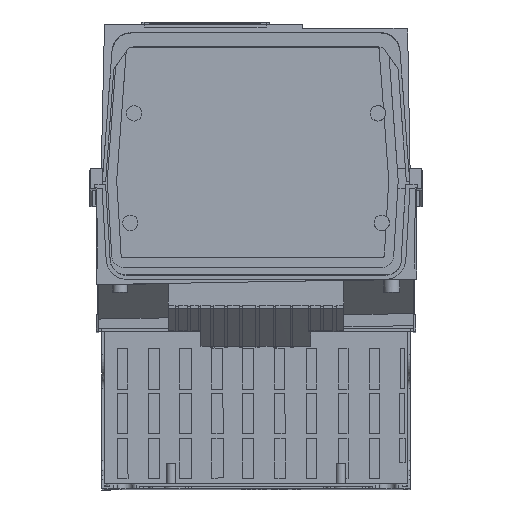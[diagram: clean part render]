
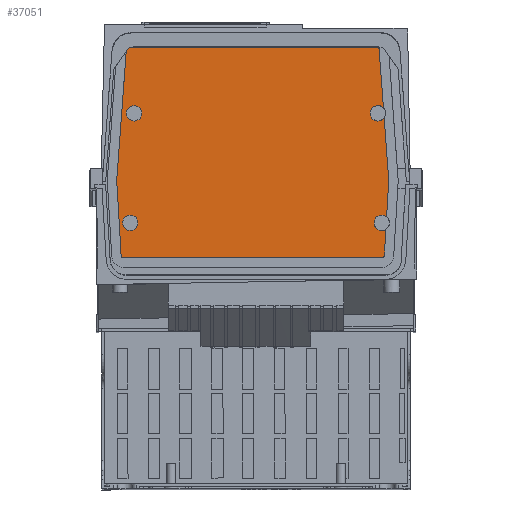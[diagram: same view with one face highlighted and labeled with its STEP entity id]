
A CAD part, top view. The second image highlights one B-rep face of the part: STEP entity #37051.
In plain terms, the highlighted planar face has unit normal (0, 0, 1).
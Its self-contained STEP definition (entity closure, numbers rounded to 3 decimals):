
#10992=CARTESIAN_POINT('',(78.,243.,358.5));
#10993=DIRECTION('',(0.,0.,1.));
#10994=DIRECTION('',(0.718,0.696,0.));
#10995=AXIS2_PLACEMENT_3D('',#10992,#10993,#10994);
#10997=CARTESIAN_POINT('',(78.,243.,358.5));
#10998=DIRECTION('',(0.,0.,1.));
#10999=DIRECTION('',(-1.,0.,0.));
#11000=AXIS2_PLACEMENT_3D('',#10997,#10998,#10999);
#11002=DIRECTION('',(0.073,-0.997,0.));
#11003=VECTOR('',#11002,40.658);
#11004=CARTESIAN_POINT('',(82.063,240.086,358.5));
#11005=LINE('',#11004,#11003);
#11006=CARTESIAN_POINT('',(83.854,199.45,358.5));
#11007=DIRECTION('',(0.,0.,-1.));
#11008=DIRECTION('',(0.997,0.073,0.));
#11009=AXIS2_PLACEMENT_3D('',#11006,#11007,#11008);
#11011=DIRECTION('',(-0.059,-0.998,
0.));
#11012=VECTOR('',#11011,23.567);
#11013=CARTESIAN_POINT('',(85.053,199.402,358.5));
#11014=LINE('',#11013,#11012);
#11015=CARTESIAN_POINT('',(80.5,172.,358.5));
#11016=DIRECTION('',(0.,0.,1.));
#11017=DIRECTION('',(0.632,0.775,0.));
#11018=AXIS2_PLACEMENT_3D('',#11015,#11016,#11017);
#11020=CARTESIAN_POINT('',(80.5,172.,358.5));
#11021=DIRECTION('',(0.,0.,1.));
#11022=DIRECTION('',(-1.,0.,0.));
#11023=AXIS2_PLACEMENT_3D('',#11020,#11021,#11022);
#11025=DIRECTION('',(-0.059,-0.998,0.));
#11026=VECTOR('',#11025,17.379);
#11027=CARTESIAN_POINT('',(83.178,167.777,358.5));
#11028=LINE('',#11027,#11026);
#11029=CARTESIAN_POINT('',(80.951,150.5,358.5));
#11030=DIRECTION('',(0.,0.,-1.));
#11031=DIRECTION('',(0.998,-0.059,0.));
#11032=AXIS2_PLACEMENT_3D('',#11029,#11030,#11031);
#11034=CARTESIAN_POINT('',(-87.195,150.5,358.5));
#11035=DIRECTION('',(0.,0.,-1.));
#11036=DIRECTION('',(0.,-1.,0.));
#11037=AXIS2_PLACEMENT_3D('',#11034,#11035,#11036);
#11039=DIRECTION('',(-0.059,0.998,0.));
#11040=VECTOR('',#11039,49.06);
#11041=CARTESIAN_POINT('',(-88.393,150.429,358.5));
#11042=LINE('',#11041,#11040);
#11043=CARTESIAN_POINT('',(-90.099,199.45,358.5));
#11044=DIRECTION('',(0.,0.,-1.));
#11045=DIRECTION('',(-1.,-0.03,0.));
#11046=AXIS2_PLACEMENT_3D('',#11043,#11044,#11045);
#11048=DIRECTION('',(0.073,0.997,0.));
#11049=VECTOR('',#11048,84.017);
#11050=CARTESIAN_POINT('',(-91.296,199.538,358.5));
#11051=LINE('',#11050,#11049);
#11052=DIRECTION('',(0.573,0.82,0.));
#11053=VECTOR('',#11052,0.792);
#11054=CARTESIAN_POINT('',(-85.121,283.328,358.5));
#11055=LINE('',#11054,#11053);
#11056=CARTESIAN_POINT('',(-84.668,283.978,
358.5));
#11057=CARTESIAN_POINT('',(-84.49,284.232,
358.5));
#11058=CARTESIAN_POINT('',(-84.096,284.697,
358.5));
#11059=CARTESIAN_POINT('',(-83.378,285.283,
358.5));
#11060=CARTESIAN_POINT('',(-82.843,285.577,
358.5));
#11061=CARTESIAN_POINT('',(-82.559,285.7,
358.5));
#11063=CARTESIAN_POINT('',(77.588,284.5,358.5));
#11064=DIRECTION('',(0.,0.,-1.));
#11065=DIRECTION('',(0.,1.,0.));
#11066=AXIS2_PLACEMENT_3D('',#11063,#11064,#11065);
#11068=DIRECTION('',(0.073,-0.997,0.));
#11069=VECTOR('',#11068,38.214);
#11070=CARTESIAN_POINT('',(78.784,284.588,358.5));
#11071=LINE('',#11070,#11069);
#11072=CARTESIAN_POINT('',(-82.5,172.,358.5));
#11073=DIRECTION('',(0.,0.,1.));
#11074=DIRECTION('',(1.,0.,0.));
#11075=AXIS2_PLACEMENT_3D('',#11072,#11073,#11074);
#11077=CARTESIAN_POINT('',(-82.5,172.,358.5));
#11078=DIRECTION('',(0.,0.,1.));
#11079=DIRECTION('',(-1.,0.,0.));
#11080=AXIS2_PLACEMENT_3D('',#11077,#11078,#11079);
#11082=CARTESIAN_POINT('',(-80.,243.,358.5));
#11083=DIRECTION('',(0.,0.,1.));
#11084=DIRECTION('',(1.,0.,0.));
#11085=AXIS2_PLACEMENT_3D('',#11082,#11083,#11084);
#11087=CARTESIAN_POINT('',(-80.,243.,358.5));
#11088=DIRECTION('',(0.,0.,1.));
#11089=DIRECTION('',(-1.,0.,0.));
#11090=AXIS2_PLACEMENT_3D('',#11087,#11088,#11089);
#11132=DIRECTION('',(1.,0.,0.));
#11133=VECTOR('',#11132,168.146);
#11134=CARTESIAN_POINT('',(-87.195,149.3,358.5));
#11135=LINE('',#11134,#11133);
#11252=DIRECTION('',(-1.,0.,0.));
#11253=VECTOR('',#11252,160.147);
#11254=CARTESIAN_POINT('',(77.588,285.7,358.5));
#11255=LINE('',#11254,#11253);
#20794=CARTESIAN_POINT('',(81.592,246.478,358.5));
#20795=VERTEX_POINT('',#20794);
#20800=CARTESIAN_POINT('',(73.,243.,358.5));
#20801=VERTEX_POINT('',#20800);
#20802=CARTESIAN_POINT('',(78.784,284.588,358.5));
#20803=VERTEX_POINT('',#20802);
#20804=CARTESIAN_POINT('',(82.063,240.086,358.5));
#20805=VERTEX_POINT('',#20804);
#20806=CARTESIAN_POINT('',(85.051,199.538,358.5));
#20807=VERTEX_POINT('',#20806);
#20808=CARTESIAN_POINT('',(85.054,199.414,358.5));
#20809=VERTEX_POINT('',#20808);
#20810=CARTESIAN_POINT('',(83.658,175.876,358.5));
#20811=VERTEX_POINT('',#20810);
#20812=CARTESIAN_POINT('',(75.5,172.,358.5));
#20813=VERTEX_POINT('',#20812);
#20814=CARTESIAN_POINT('',(83.178,167.777,358.5));
#20815=VERTEX_POINT('',#20814);
#20816=CARTESIAN_POINT('',(82.149,150.429,358.5));
#20817=VERTEX_POINT('',#20816);
#20818=CARTESIAN_POINT('',(80.951,149.3,358.5));
#20819=VERTEX_POINT('',#20818);
#20820=CARTESIAN_POINT('',(-87.195,149.3,358.5));
#20821=VERTEX_POINT('',#20820);
#20822=CARTESIAN_POINT('',(-88.393,150.429,358.5));
#20823=VERTEX_POINT('',#20822);
#20824=CARTESIAN_POINT('',(-91.298,199.402,358.5));
#20825=VERTEX_POINT('',#20824);
#20826=CARTESIAN_POINT('',(-91.296,199.538,358.5));
#20827=VERTEX_POINT('',#20826);
#20828=CARTESIAN_POINT('',(-85.121,283.328,358.5));
#20829=VERTEX_POINT('',#20828);
#20830=CARTESIAN_POINT('',(-84.668,283.978,
358.5));
#20831=VERTEX_POINT('',#20830);
#20832=VERTEX_POINT('',#11061);
#20833=CARTESIAN_POINT('',(77.588,285.7,358.5));
#20834=VERTEX_POINT('',#20833);
#20835=CARTESIAN_POINT('',(-77.5,172.,358.5));
#20836=CARTESIAN_POINT('',(-87.5,172.,358.5));
#20837=VERTEX_POINT('',#20835);
#20838=VERTEX_POINT('',#20836);
#20839=CARTESIAN_POINT('',(-75.,243.,358.5));
#20840=CARTESIAN_POINT('',(-85.,243.,358.5));
#20841=VERTEX_POINT('',#20839);
#20842=VERTEX_POINT('',#20840);
#36996=CARTESIAN_POINT('',(0.,0.,358.5));
#36997=DIRECTION('',(0.,0.,1.));
#36998=DIRECTION('',(1.,0.,0.));
#36999=AXIS2_PLACEMENT_3D('',#36996,#36997,#36998);
#37000=PLANE('',#36999);
#37001=ORIENTED_EDGE('',*,*,#36977,.T.);
#37003=ORIENTED_EDGE('',*,*,#37002,.T.);
#37005=ORIENTED_EDGE('',*,*,#37004,.T.);
#37007=ORIENTED_EDGE('',*,*,#37006,.T.);
#37009=ORIENTED_EDGE('',*,*,#37008,.T.);
#37011=ORIENTED_EDGE('',*,*,#37010,.T.);
#37013=ORIENTED_EDGE('',*,*,#37012,.T.);
#37015=ORIENTED_EDGE('',*,*,#37014,.T.);
#37017=ORIENTED_EDGE('',*,*,#37016,.T.);
#37019=ORIENTED_EDGE('',*,*,#37018,.F.);
#37021=ORIENTED_EDGE('',*,*,#37020,.T.);
#37023=ORIENTED_EDGE('',*,*,#37022,.T.);
#37025=ORIENTED_EDGE('',*,*,#37024,.T.);
#37027=ORIENTED_EDGE('',*,*,#37026,.T.);
#37029=ORIENTED_EDGE('',*,*,#37028,.T.);
#37031=ORIENTED_EDGE('',*,*,#37030,.T.);
#37033=ORIENTED_EDGE('',*,*,#37032,.F.);
#37035=ORIENTED_EDGE('',*,*,#37034,.T.);
#37036=ORIENTED_EDGE('',*,*,#36988,.T.);
#37037=EDGE_LOOP('',(#37001,#37003,#37005,#37007,#37009,#37011,#37013,#37015,
#37017,#37019,#37021,#37023,#37025,#37027,#37029,#37031,#37033,#37035,#37036));
#37038=FACE_OUTER_BOUND('',#37037,.F.);
#37040=ORIENTED_EDGE('',*,*,#37039,.T.);
#37042=ORIENTED_EDGE('',*,*,#37041,.T.);
#37043=EDGE_LOOP('',(#37040,#37042));
#37044=FACE_BOUND('',#37043,.F.);
#37046=ORIENTED_EDGE('',*,*,#37045,.T.);
#37048=ORIENTED_EDGE('',*,*,#37047,.T.);
#37049=EDGE_LOOP('',(#37046,#37048));
#37050=FACE_BOUND('',#37049,.F.);
#37051=ADVANCED_FACE('',(#37038,#37044,#37050),#37000,.T.);
#10996=CIRCLE('',#10995,5.);
#11001=CIRCLE('',#11000,5.);
#11010=CIRCLE('',#11009,1.2);
#11019=CIRCLE('',#11018,5.);
#11024=CIRCLE('',#11023,5.);
#11033=CIRCLE('',#11032,1.2);
#11038=CIRCLE('',#11037,1.2);
#11047=CIRCLE('',#11046,1.2);
#11062=B_SPLINE_CURVE_WITH_KNOTS('',3,(#11056,#11057,#11058,#11059,#11060,
#11061),.UNSPECIFIED.,.F.,.F.,(4,1,1,4),(0.,0.333,
0.667,1.),.UNSPECIFIED.);
#11067=CIRCLE('',#11066,1.2);
#11076=CIRCLE('',#11075,5.);
#11081=CIRCLE('',#11080,5.);
#11086=CIRCLE('',#11085,5.);
#11091=CIRCLE('',#11090,5.);
#36977=EDGE_CURVE('',#20795,#20801,#10996,.T.);
#36988=EDGE_CURVE('',#20803,#20795,#11071,.T.);
#37002=EDGE_CURVE('',#20801,#20805,#11001,.T.);
#37004=EDGE_CURVE('',#20805,#20807,#11005,.T.);
#37006=EDGE_CURVE('',#20807,#20809,#11010,.T.);
#37008=EDGE_CURVE('',#20809,#20811,#11014,.T.);
#37010=EDGE_CURVE('',#20811,#20813,#11019,.T.);
#37012=EDGE_CURVE('',#20813,#20815,#11024,.T.);
#37014=EDGE_CURVE('',#20815,#20817,#11028,.T.);
#37016=EDGE_CURVE('',#20817,#20819,#11033,.T.);
#37018=EDGE_CURVE('',#20821,#20819,#11135,.T.);
#37020=EDGE_CURVE('',#20821,#20823,#11038,.T.);
#37022=EDGE_CURVE('',#20823,#20825,#11042,.T.);
#37024=EDGE_CURVE('',#20825,#20827,#11047,.T.);
#37026=EDGE_CURVE('',#20827,#20829,#11051,.T.);
#37028=EDGE_CURVE('',#20829,#20831,#11055,.T.);
#37030=EDGE_CURVE('',#20831,#20832,#11062,.T.);
#37032=EDGE_CURVE('',#20834,#20832,#11255,.T.);
#37034=EDGE_CURVE('',#20834,#20803,#11067,.T.);
#37039=EDGE_CURVE('',#20837,#20838,#11076,.T.);
#37041=EDGE_CURVE('',#20838,#20837,#11081,.T.);
#37045=EDGE_CURVE('',#20841,#20842,#11086,.T.);
#37047=EDGE_CURVE('',#20842,#20841,#11091,.T.);
